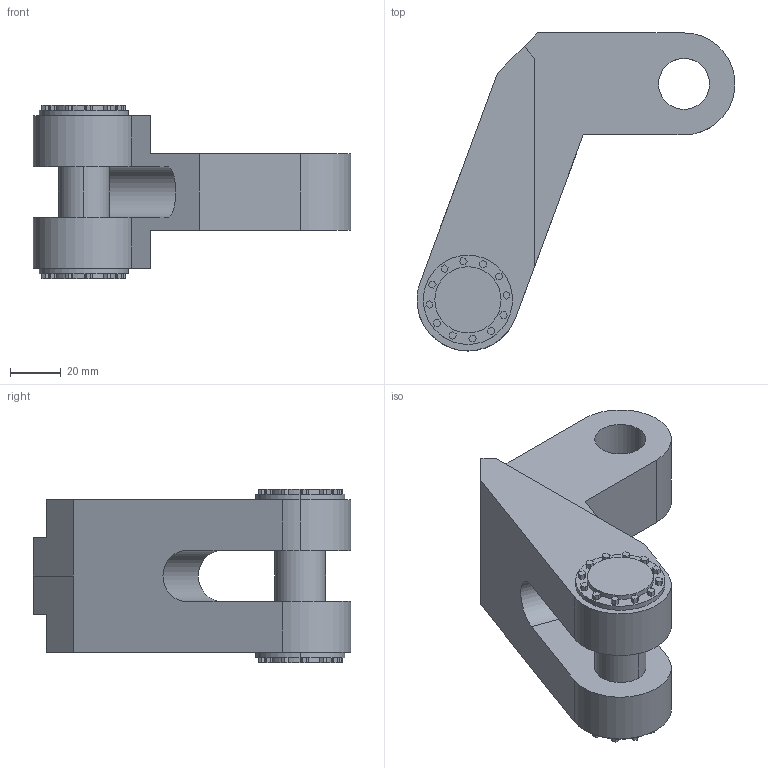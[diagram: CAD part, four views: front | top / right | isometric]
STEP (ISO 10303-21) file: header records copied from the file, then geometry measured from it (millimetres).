
FILE_DESCRIPTION (( 'STEP AP203' ), '1' );
FILE_NAME ('Part3 with coords_Default_sldprt.STEP', '2020-05-13T15:48:07', ( '' ), ( '' ), 'SwSTEP 2.0', 'SolidWorks 2020', '' );
FILE_SCHEMA (( 'CONFIG_CONTROL_DESIGN' ));
Length unit declared in the file: millimetre
Products named in the file (1): Part3 with coords_Default_sldprt
Bounding box: 124.85 x 124.85 x 68 mm (x, y, z)
Volume: 263828.9 mm3; surface area: 40007.4 mm2
Topology: 1 solids, 1 shells, 205 faces, 525 edges, 350 vertices
Faces by surface type: plane 188, cylinder 17
Entity records: 6198 total; most frequent: CARTESIAN_POINT 1081, ORIENTED_EDGE 1050, DIRECTION 971, EDGE_CURVE 525, LINE 491, VECTOR 491, VERTEX_POINT 350, AXIS2_PLACEMENT_3D 240
